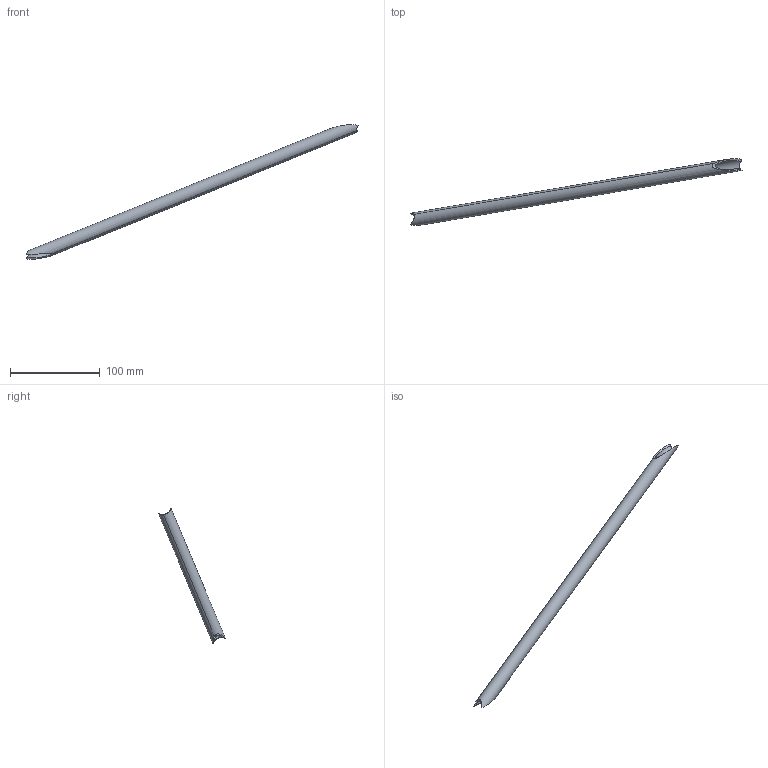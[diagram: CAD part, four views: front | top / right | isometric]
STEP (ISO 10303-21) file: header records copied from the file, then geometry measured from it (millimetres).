
FILE_DESCRIPTION(('STEP AP214'),'1');
FILE_NAME('47.stp','2018-12-06T12:35:18',(' '),(' '),'Spatial InterOp 3D',' ',' ');
FILE_SCHEMA(('automotive_design'));
Length unit declared in the file: metre
Products named in the file (1): Corps1
Bounding box: 369.15 x 74.24 x 150.03 mm (x, y, z)
Volume: 23905.4 mm3; surface area: 32189.6 mm2
Topology: 1 solids, 1 shells, 10 faces, 31 edges, 21 vertices
Faces by surface type: cylinder 10
Entity records: 1007 total; most frequent: CARTESIAN_POINT 653, ORIENTED_EDGE 62, DIRECTION 38, EDGE_CURVE 31, VERTEX_POINT 21, B_SPLINE_CURVE_WITH_KNOTS 20, AXIS2_PLACEMENT_3D 16, STYLED_ITEM 11
